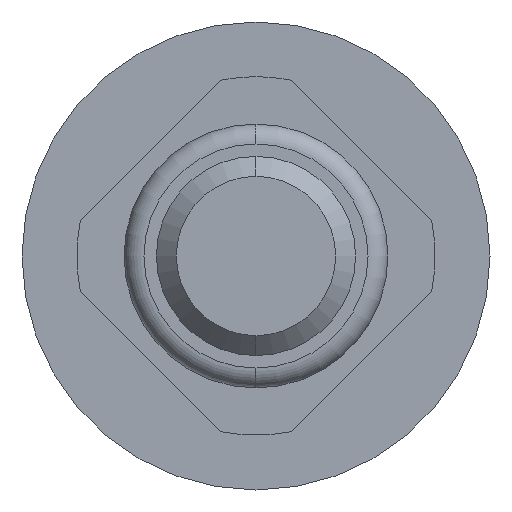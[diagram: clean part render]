
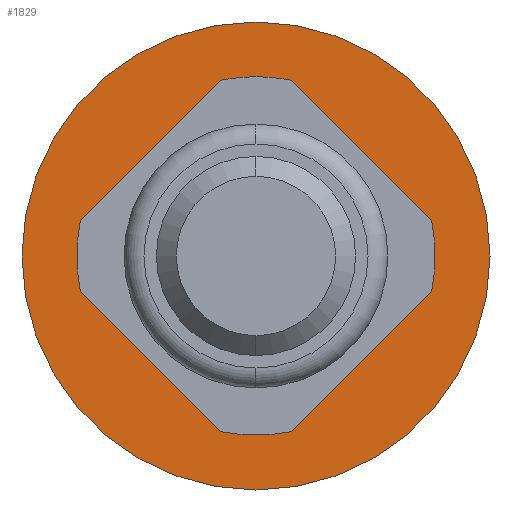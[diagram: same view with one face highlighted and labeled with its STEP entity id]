
A CAD part, front view. The second image highlights one B-rep face of the part: STEP entity #1829.
In plain terms, the highlighted planar face has unit normal (0, -1, 0).
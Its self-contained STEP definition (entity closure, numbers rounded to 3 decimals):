
#77 = EDGE_LOOP ( 'NONE', ( #3292, #1837 ) ) ;
#324 = AXIS2_PLACEMENT_3D ( 'NONE', #1237, #1522, #2865 ) ;
#406 = DIRECTION ( 'NONE',  ( 0., -1., 0. ) ) ;
#492 = FACE_BOUND ( 'NONE', #77, .T. ) ;
#555 = EDGE_LOOP ( 'NONE', ( #2488, #2669 ) ) ;
#597 = CARTESIAN_POINT ( 'NONE',  ( -0.9, 5.3, 0. ) ) ;
#633 = VERTEX_POINT ( 'NONE', #1371 ) ;
#661 = CARTESIAN_POINT ( 'NONE',  ( 2.35, 5.3, 0. ) ) ;
#1237 = CARTESIAN_POINT ( 'NONE',  ( 0., 5.3, 0. ) ) ;
#1371 = CARTESIAN_POINT ( 'NONE',  ( -2.35, 5.3, 0. ) ) ;
#1399 = DIRECTION ( 'NONE',  ( 0., -1., 0. ) ) ;
#1441 = EDGE_CURVE ( 'Defeature ausgef�hrt3_21+Defeature ausgef�hrt3_22+Defeature ausgef�hrt3_22+Defeature ausgef�hrt3_22', #633, #2327, #1603, .T. ) ;
#1522 = DIRECTION ( 'NONE',  ( 0., -1., 0. ) ) ;
#1603 = CIRCLE ( 'NONE', #3406, 2.35 ) ;
#1709 = CARTESIAN_POINT ( 'NONE',  ( 0., 5.3, 0. ) ) ;
#1787 = DIRECTION ( 'NONE',  ( 1., 0., 0. ) ) ;
#1799 = EDGE_CURVE ( 'Defeature ausgef�hrt3_19+Defeature ausgef�hrt3_21+Defeature ausgef�hrt3_21+Defeature ausgef�hrt3_21', #3470, #2012, #2613, .T. ) ;
#1829 = ADVANCED_FACE ( 'Defeature ausgef�hrt3_21', ( #2811, #492 ), #2095, .T. ) ;
#1837 = ORIENTED_EDGE ( 'NONE', *, *, #1799, .F. ) ;
#2012 = VERTEX_POINT ( 'NONE', #3188 ) ;
#2095 = PLANE ( 'NONE',  #2761 ) ;
#2134 = AXIS2_PLACEMENT_3D ( 'NONE', #2161, #1399, #3271 ) ;
#2161 = CARTESIAN_POINT ( 'NONE',  ( 0., 5.3, 0. ) ) ;
#2185 = CIRCLE ( 'NONE', #2134, 2.35 ) ;
#2308 = DIRECTION ( 'NONE',  ( 0., -1., 0. ) ) ;
#2327 = VERTEX_POINT ( 'NONE', #661 ) ;
#2447 = EDGE_CURVE ( 'Defeature ausgef�hrt3_19+Defeature ausgef�hrt3_21+Defeature ausgef�hrt3_21+Defeature ausgef�hrt3_21', #2012, #3470, #3450, .T. ) ;
#2488 = ORIENTED_EDGE ( 'NONE', *, *, #2683, .T. ) ;
#2577 = CARTESIAN_POINT ( 'NONE',  ( 0., 5.3, 0. ) ) ;
#2613 = CIRCLE ( 'NONE', #324, 0.9 ) ;
#2669 = ORIENTED_EDGE ( 'NONE', *, *, #1441, .T. ) ;
#2683 = EDGE_CURVE ( 'Defeature ausgef�hrt3_21+Defeature ausgef�hrt3_22+Defeature ausgef�hrt3_22+Defeature ausgef�hrt3_22', #2327, #633, #2185, .T. ) ;
#2761 = AXIS2_PLACEMENT_3D ( 'NONE', #3170, #3416, #3401 ) ;
#2811 = FACE_OUTER_BOUND ( 'NONE', #555, .T. ) ;
#2865 = DIRECTION ( 'NONE',  ( 1., 0., 0. ) ) ;
#3065 = DIRECTION ( 'NONE',  ( 1., 0., 0. ) ) ;
#3170 = CARTESIAN_POINT ( 'NONE',  ( 2.35, 5.3, 0. ) ) ;
#3188 = CARTESIAN_POINT ( 'NONE',  ( 0.9, 5.3, 0. ) ) ;
#3238 = AXIS2_PLACEMENT_3D ( 'NONE', #2577, #2308, #1787 ) ;
#3271 = DIRECTION ( 'NONE',  ( 1., 0., 0. ) ) ;
#3292 = ORIENTED_EDGE ( 'NONE', *, *, #2447, .F. ) ;
#3401 = DIRECTION ( 'NONE',  ( 1., 0., 0. ) ) ;
#3406 = AXIS2_PLACEMENT_3D ( 'NONE', #1709, #406, #3065 ) ;
#3416 = DIRECTION ( 'NONE',  ( 0., -1., 0. ) ) ;
#3450 = CIRCLE ( 'NONE', #3238, 0.9 ) ;
#3470 = VERTEX_POINT ( 'NONE', #597 ) ;
